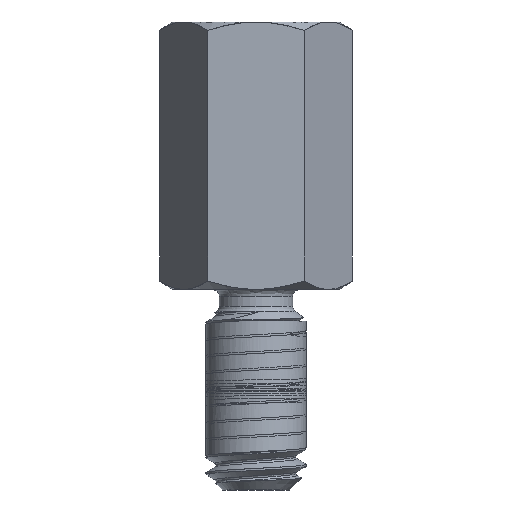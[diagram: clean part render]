
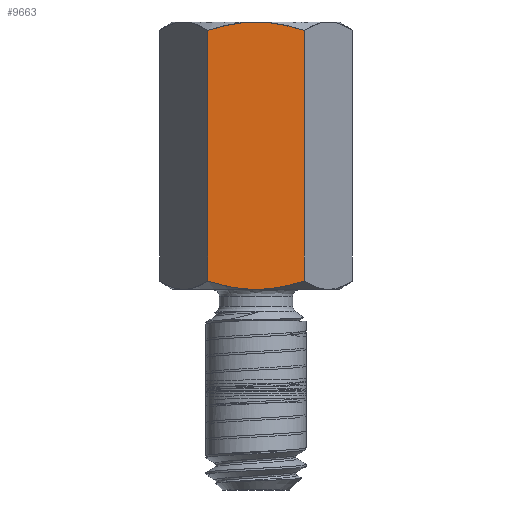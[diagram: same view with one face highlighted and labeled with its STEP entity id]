
A CAD part, front view. The second image highlights one B-rep face of the part: STEP entity #9663.
In plain terms, the highlighted planar face has unit normal (0, -1, 0).
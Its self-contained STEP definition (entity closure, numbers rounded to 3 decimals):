
#218 = CARTESIAN_POINT ( 'NONE',  ( 0.228, -2.5, 8. ) ) ;
#492 = VERTEX_POINT ( 'NONE', #6156 ) ;
#547 = CARTESIAN_POINT ( 'NONE',  ( -1.443, -2.5, 7.75 ) ) ;
#658 = FACE_OUTER_BOUND ( 'NONE', #11579, .T. ) ;
#754 = CARTESIAN_POINT ( 'NONE',  ( -1.443, -2.5, 0. ) ) ;
#825 = CARTESIAN_POINT ( 'NONE',  ( 0.459, -2.5, 0.021 ) ) ;
#1019 = VERTEX_POINT ( 'NONE', #547 ) ;
#1114 = CARTESIAN_POINT ( 'NONE',  ( 1.443, -2.5, 7.75 ) ) ;
#1489 = DIRECTION ( 'NONE',  ( 0., 0., -1. ) ) ;
#1614 = CARTESIAN_POINT ( 'NONE',  ( 1.443, -2.5, 0. ) ) ;
#1694 = ORIENTED_EDGE ( 'NONE', *, *, #1812, .T. ) ;
#1812 = EDGE_CURVE ( 'NONE', #11094, #1019, #6602, .T. ) ;
#1889 = EDGE_CURVE ( 'NONE', #4222, #5708, #9456, .T. ) ;
#1939 = VECTOR ( 'NONE', #4108, 1000. ) ;
#2512 = CARTESIAN_POINT ( 'NONE',  ( 0., -2.5, 0. ) ) ;
#2637 = CARTESIAN_POINT ( 'NONE',  ( 0.227, -2.5, 0. ) ) ;
#2740 = DIRECTION ( 'NONE',  ( 0., 0., -1. ) ) ;
#2872 = ORIENTED_EDGE ( 'NONE', *, *, #5054, .T. ) ;
#2920 = CARTESIAN_POINT ( 'NONE',  ( 1.181, -2.5, 0.165 ) ) ;
#3074 = CARTESIAN_POINT ( 'NONE',  ( -1.443, -2.5, 0.25 ) ) ;
#3140 = CARTESIAN_POINT ( 'NONE',  ( 1.443, -2.5, 0. ) ) ;
#3539 = CARTESIAN_POINT ( 'NONE',  ( 0., -2.5, 0. ) ) ;
#3673 = CARTESIAN_POINT ( 'NONE',  ( -1.443, -2.5, 0.25 ) ) ;
#3895 = CARTESIAN_POINT ( 'NONE',  ( 0., -2.5, 8. ) ) ;
#3902 = ORIENTED_EDGE ( 'NONE', *, *, #11035, .T. ) ;
#4108 = DIRECTION ( 'NONE',  ( 0., 0., 1. ) ) ;
#4222 = VERTEX_POINT ( 'NONE', #3673 ) ;
#4286 = ORIENTED_EDGE ( 'NONE', *, *, #5784, .T. ) ;
#4538 = LINE ( 'NONE', #754, #5987 ) ;
#4997 = LINE ( 'NONE', #3140, #1939 ) ;
#5054 = EDGE_CURVE ( 'NONE', #492, #11094, #9413, .T. ) ;
#5117 = CARTESIAN_POINT ( 'NONE',  ( -0.459, -2.5, 0.02 ) ) ;
#5280 = CARTESIAN_POINT ( 'NONE',  ( 1.443, -2.5, 0.25 ) ) ;
#5470 = ORIENTED_EDGE ( 'NONE', *, *, #7040, .T. ) ;
#5685 = CARTESIAN_POINT ( 'NONE',  ( 1.181, -2.5, 7.835 ) ) ;
#5708 = VERTEX_POINT ( 'NONE', #2512 ) ;
#5784 = EDGE_CURVE ( 'NONE', #9734, #492, #4997, .T. ) ;
#5987 = VECTOR ( 'NONE', #2740, 1000. ) ;
#6022 = CARTESIAN_POINT ( 'NONE',  ( -0.228, -2.5, 0. ) ) ;
#6156 = CARTESIAN_POINT ( 'NONE',  ( 1.443, -2.5, 7.75 ) ) ;
#6602 = B_SPLINE_CURVE_WITH_KNOTS ( 'NONE', 3,
 ( #6620, #9131, #7345, #10989, #7401, #11043 ),
 .UNSPECIFIED., .F., .F.,
 ( 4, 2, 4 ),
 ( 0., 0.5, 1. ),
 .UNSPECIFIED. ) ;
#6620 = CARTESIAN_POINT ( 'NONE',  ( 0., -2.5, 8. ) ) ;
#6736 = CARTESIAN_POINT ( 'NONE',  ( 0., -2.5, 0. ) ) ;
#7040 = EDGE_CURVE ( 'NONE', #5708, #9734, #11254, .T. ) ;
#7345 = CARTESIAN_POINT ( 'NONE',  ( -0.459, -2.5, 7.979 ) ) ;
#7401 = CARTESIAN_POINT ( 'NONE',  ( -1.181, -2.5, 7.835 ) ) ;
#7698 = CARTESIAN_POINT ( 'NONE',  ( -0.931, -2.5, 0.102 ) ) ;
#8493 = CARTESIAN_POINT ( 'NONE',  ( 0.931, -2.5, 0.102 ) ) ;
#9131 = CARTESIAN_POINT ( 'NONE',  ( -0.227, -2.5, 8. ) ) ;
#9413 = B_SPLINE_CURVE_WITH_KNOTS ( 'NONE', 3,
 ( #1114, #5685, #10291, #11244, #218, #3895 ),
 .UNSPECIFIED., .F., .F.,
 ( 4, 2, 4 ),
 ( 0., 0.5, 1. ),
 .UNSPECIFIED. ) ;
#9456 = B_SPLINE_CURVE_WITH_KNOTS ( 'NONE', 3,
 ( #3074, #10443, #7698, #5117, #6022, #6736 ),
 .UNSPECIFIED., .F., .F.,
 ( 4, 2, 4 ),
 ( 0., 0.5, 1. ),
 .UNSPECIFIED. ) ;
#9663 = ADVANCED_FACE ( 'NONE', ( #658 ), #9776, .T. ) ;
#9734 = VERTEX_POINT ( 'NONE', #5280 ) ;
#9776 = PLANE ( 'NONE',  #10181 ) ;
#10138 = ORIENTED_EDGE ( 'NONE', *, *, #1889, .T. ) ;
#10181 = AXIS2_PLACEMENT_3D ( 'NONE', #1614, #11619, #1489 ) ;
#10291 = CARTESIAN_POINT ( 'NONE',  ( 0.931, -2.5, 7.898 ) ) ;
#10443 = CARTESIAN_POINT ( 'NONE',  ( -1.181, -2.5, 0.165 ) ) ;
#10883 = CARTESIAN_POINT ( 'NONE',  ( 0., -2.5, 8. ) ) ;
#10989 = CARTESIAN_POINT ( 'NONE',  ( -0.931, -2.5, 7.898 ) ) ;
#11035 = EDGE_CURVE ( 'NONE', #1019, #4222, #4538, .T. ) ;
#11043 = CARTESIAN_POINT ( 'NONE',  ( -1.443, -2.5, 7.75 ) ) ;
#11094 = VERTEX_POINT ( 'NONE', #10883 ) ;
#11181 = CARTESIAN_POINT ( 'NONE',  ( 1.443, -2.5, 0.25 ) ) ;
#11244 = CARTESIAN_POINT ( 'NONE',  ( 0.459, -2.5, 7.98 ) ) ;
#11254 = B_SPLINE_CURVE_WITH_KNOTS ( 'NONE', 3,
 ( #3539, #2637, #825, #8493, #2920, #11181 ),
 .UNSPECIFIED., .F., .F.,
 ( 4, 2, 4 ),
 ( 0., 0.5, 1. ),
 .UNSPECIFIED. ) ;
#11579 = EDGE_LOOP ( 'NONE', ( #3902, #10138, #5470, #4286, #2872, #1694 ) ) ;
#11619 = DIRECTION ( 'NONE',  ( 0., -1., 0. ) ) ;
